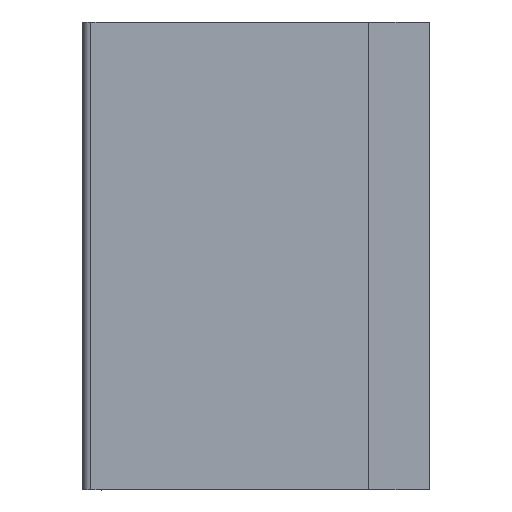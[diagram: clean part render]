
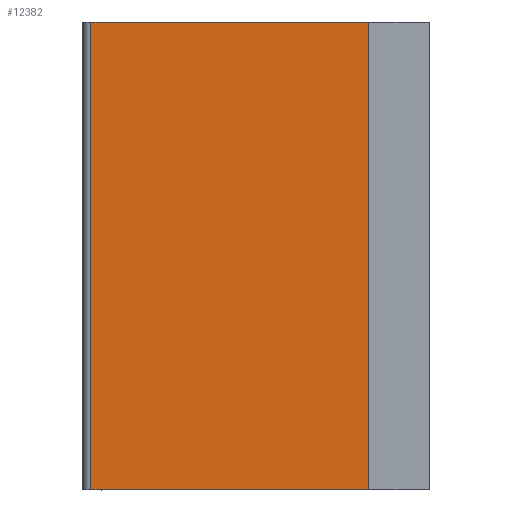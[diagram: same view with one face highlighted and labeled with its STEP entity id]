
A CAD part, left-side view. The second image highlights one B-rep face of the part: STEP entity #12382.
In plain terms, the highlighted planar face has unit normal (-1, 0, 0).
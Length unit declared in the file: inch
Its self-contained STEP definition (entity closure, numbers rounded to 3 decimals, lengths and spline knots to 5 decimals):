
#149 = CARTESIAN_POINT ( 'NONE',  ( -1.5, -1.063, 1.6875 ) ) ;
#746 = DIRECTION ( 'NONE',  ( 0., 0., 1. ) ) ;
#1038 = VERTEX_POINT ( 'NONE', #3756 ) ;
#1040 = VERTEX_POINT ( 'NONE', #8480 ) ;
#1102 = EDGE_CURVE ( 'NONE', #1040, #1038, #7607, .T. ) ;
#1718 = DIRECTION ( 'NONE',  ( 1., 0., 0. ) ) ;
#2776 = CARTESIAN_POINT ( 'NONE',  ( -1.5, 0., 1.6875 ) ) ;
#2879 = CARTESIAN_POINT ( 'NONE',  ( -1.5, -1.063, -2.36488 ) ) ;
#2893 = DIRECTION ( 'NONE',  ( 0., 1., 0. ) ) ;
#3300 = VERTEX_POINT ( 'NONE', #5586 ) ;
#3756 = CARTESIAN_POINT ( 'NONE',  ( -1.5, 0.94, -1.6875 ) ) ;
#3817 = EDGE_LOOP ( 'NONE', ( #10927, #10643, #5774, #12407 ) ) ;
#4446 = PLANE ( 'NONE',  #4625 ) ;
#4625 = AXIS2_PLACEMENT_3D ( 'NONE', #8347, #1718, #8284 ) ;
#4733 = LINE ( 'NONE', #2879, #10207 ) ;
#5188 = EDGE_CURVE ( 'NONE', #3300, #1038, #11309, .T. ) ;
#5585 = CARTESIAN_POINT ( 'NONE',  ( -1.5, 0., -1.6875 ) ) ;
#5586 = CARTESIAN_POINT ( 'NONE',  ( -1.5, 0.94, 1.6875 ) ) ;
#5622 = CARTESIAN_POINT ( 'NONE',  ( -1.5, 0.94, -1.6875 ) ) ;
#5774 = ORIENTED_EDGE ( 'NONE', *, *, #1102, .F. ) ;
#5892 = EDGE_CURVE ( 'NONE', #7666, #3300, #9600, .T. ) ;
#6207 = EDGE_CURVE ( 'NONE', #1040, #7666, #4733, .T. ) ;
#6499 = DIRECTION ( 'NONE',  ( 0., 0., -1. ) ) ;
#7420 = DIRECTION ( 'NONE',  ( 0., 1., 0. ) ) ;
#7607 = LINE ( 'NONE', #5585, #11786 ) ;
#7666 = VERTEX_POINT ( 'NONE', #149 ) ;
#8284 = DIRECTION ( 'NONE',  ( 0., 0., -1. ) ) ;
#8347 = CARTESIAN_POINT ( 'NONE',  ( -1.5, 0., -1.6875 ) ) ;
#8480 = CARTESIAN_POINT ( 'NONE',  ( -1.5, -1.063, -1.6875 ) ) ;
#8787 = VECTOR ( 'NONE', #2893, 39.37008 ) ;
#9600 = LINE ( 'NONE', #2776, #8787 ) ;
#10207 = VECTOR ( 'NONE', #746, 39.37008 ) ;
#10643 = ORIENTED_EDGE ( 'NONE', *, *, #5188, .T. ) ;
#10927 = ORIENTED_EDGE ( 'NONE', *, *, #5892, .T. ) ;
#11309 = LINE ( 'NONE', #5622, #12200 ) ;
#11786 = VECTOR ( 'NONE', #7420, 39.37008 ) ;
#12200 = VECTOR ( 'NONE', #6499, 39.37008 ) ;
#12267 = FACE_OUTER_BOUND ( 'NONE', #3817, .T. ) ;
#12382 = ADVANCED_FACE ( 'NONE', ( #12267 ), #4446, .F. ) ;
#12407 = ORIENTED_EDGE ( 'NONE', *, *, #6207, .T. ) ;
